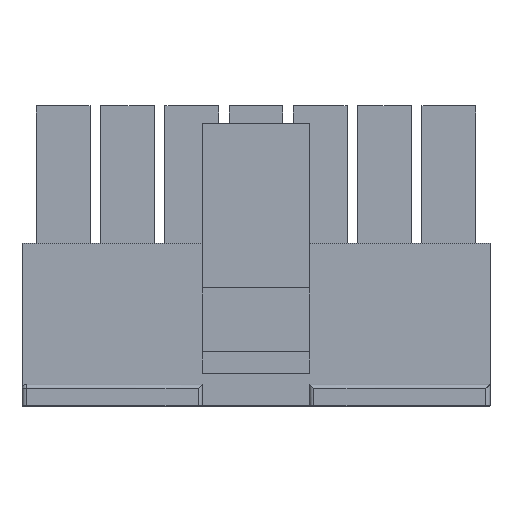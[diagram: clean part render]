
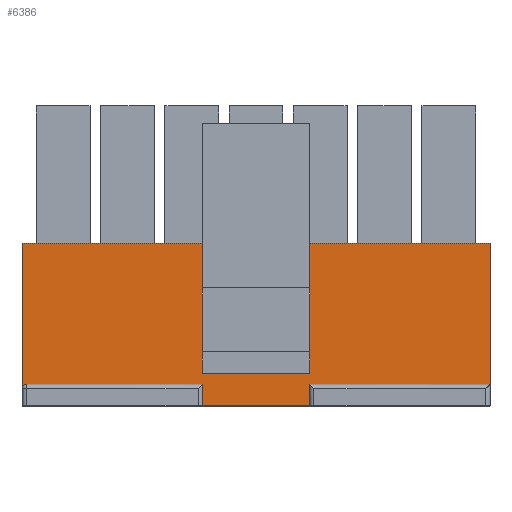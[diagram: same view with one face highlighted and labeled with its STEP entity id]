
A CAD part, top view. The second image highlights one B-rep face of the part: STEP entity #6386.
In plain terms, the highlighted planar face has unit normal (0, 0, 1).
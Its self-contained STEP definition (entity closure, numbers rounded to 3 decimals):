
#47=CIRCLE('',#6755,0.2);
#849=ORIENTED_EDGE('',*,*,#1887,.F.);
#850=ORIENTED_EDGE('',*,*,#2479,.T.);
#851=ORIENTED_EDGE('',*,*,#1893,.T.);
#852=ORIENTED_EDGE('',*,*,#2480,.T.);
#853=ORIENTED_EDGE('',*,*,#2481,.T.);
#854=ORIENTED_EDGE('',*,*,#2482,.F.);
#855=ORIENTED_EDGE('',*,*,#2483,.F.);
#856=ORIENTED_EDGE('',*,*,#2484,.F.);
#857=ORIENTED_EDGE('',*,*,#2485,.T.);
#858=ORIENTED_EDGE('',*,*,#2486,.F.);
#859=ORIENTED_EDGE('',*,*,#2487,.T.);
#860=ORIENTED_EDGE('',*,*,#2472,.F.);
#861=ORIENTED_EDGE('',*,*,#2488,.T.);
#862=ORIENTED_EDGE('',*,*,#1990,.F.);
#863=ORIENTED_EDGE('',*,*,#2489,.F.);
#864=ORIENTED_EDGE('',*,*,#2471,.F.);
#865=ORIENTED_EDGE('',*,*,#2490,.T.);
#1887=EDGE_CURVE('',#2802,#2803,#3386,.T.);
#1893=EDGE_CURVE('',#2808,#2809,#3392,.T.);
#1990=EDGE_CURVE('',#2886,#2887,#3488,.T.);
#2471=EDGE_CURVE('',#3257,#3254,#3964,.T.);
#2472=EDGE_CURVE('',#3258,#3259,#3965,.T.);
#2479=EDGE_CURVE('',#2802,#2808,#3972,.T.);
#2480=EDGE_CURVE('',#2809,#2803,#3973,.T.);
#2481=EDGE_CURVE('',#3264,#3265,#3974,.T.);
#2482=EDGE_CURVE('',#3266,#3265,#3975,.T.);
#2483=EDGE_CURVE('',#3267,#3266,#3976,.T.);
#2484=EDGE_CURVE('',#3264,#3267,#3977,.T.);
#2485=EDGE_CURVE('',#3268,#3269,#3978,.T.);
#2486=EDGE_CURVE('',#3270,#3269,#3979,.T.);
#2487=EDGE_CURVE('',#3270,#3259,#47,.F.);
#2488=EDGE_CURVE('',#3258,#2887,#3980,.T.);
#2489=EDGE_CURVE('',#3254,#2886,#3981,.T.);
#2490=EDGE_CURVE('',#3257,#3268,#3982,.T.);
#2802=VERTEX_POINT('',#8632);
#2803=VERTEX_POINT('',#8634);
#2808=VERTEX_POINT('',#8647);
#2809=VERTEX_POINT('',#8648);
#2886=VERTEX_POINT('',#8838);
#2887=VERTEX_POINT('',#8840);
#3254=VERTEX_POINT('',#9784);
#3257=VERTEX_POINT('',#9789);
#3258=VERTEX_POINT('',#9793);
#3259=VERTEX_POINT('',#9794);
#3264=VERTEX_POINT('',#9810);
#3265=VERTEX_POINT('',#9811);
#3266=VERTEX_POINT('',#9813);
#3267=VERTEX_POINT('',#9815);
#3268=VERTEX_POINT('',#9818);
#3269=VERTEX_POINT('',#9819);
#3270=VERTEX_POINT('',#9821);
#3386=LINE('',#8633,#4282);
#3392=LINE('',#8646,#4288);
#3488=LINE('',#8839,#4384);
#3964=LINE('',#9790,#4860);
#3965=LINE('',#9792,#4861);
#3972=LINE('',#9807,#4868);
#3973=LINE('',#9808,#4869);
#3974=LINE('',#9809,#4870);
#3975=LINE('',#9812,#4871);
#3976=LINE('',#9814,#4872);
#3977=LINE('',#9816,#4873);
#3978=LINE('',#9817,#4874);
#3979=LINE('',#9820,#4875);
#3980=LINE('',#9823,#4876);
#3981=LINE('',#9824,#4877);
#3982=LINE('',#9825,#4878);
#4282=VECTOR('',#7000,1000.);
#4288=VECTOR('',#7010,1000.);
#4384=VECTOR('',#7142,1000.);
#4860=VECTOR('',#7826,1000.);
#4861=VECTOR('',#7829,1000.);
#4868=VECTOR('',#7840,1000.);
#4869=VECTOR('',#7841,1000.);
#4870=VECTOR('',#7842,1000.);
#4871=VECTOR('',#7843,1000.);
#4872=VECTOR('',#7844,1000.);
#4873=VECTOR('',#7845,1000.);
#4874=VECTOR('',#7846,1000.);
#4875=VECTOR('',#7847,1000.);
#4876=VECTOR('',#7850,1000.);
#4877=VECTOR('',#7851,1000.);
#4878=VECTOR('',#7852,1000.);
#5318=EDGE_LOOP('',(#849,#850,#851,#852));
#5319=EDGE_LOOP('',(#853,#854,#855,#856));
#5320=EDGE_LOOP('',(#857,#858,#859,#860,#861,#862,#863,#864,#865));
#5695=FACE_BOUND('',#5318,.T.);
#5696=FACE_BOUND('',#5319,.T.);
#5697=FACE_BOUND('',#5320,.T.);
#6051=PLANE('',#6754);
#6386=ADVANCED_FACE('',(#5695,#5696,#5697),#6051,.T.);
#6754=AXIS2_PLACEMENT_3D('',#9806,#7838,#7839);
#6755=AXIS2_PLACEMENT_3D('',#9822,#7848,#7849);
#7000=DIRECTION('',(-1.,0.,0.));
#7010=DIRECTION('',(-1.,0.,0.));
#7142=DIRECTION('',(-1.,0.,0.));
#7826=DIRECTION('',(-1.,0.,0.));
#7829=DIRECTION('',(-1.,0.,0.));
#7838=DIRECTION('',(0.,0.,1.));
#7839=DIRECTION('',(1.,0.,0.));
#7840=DIRECTION('',(0.,-1.,0.));
#7841=DIRECTION('',(0.,1.,0.));
#7842=DIRECTION('',(-1.,0.,0.));
#7843=DIRECTION('',(0.,-1.,0.));
#7844=DIRECTION('',(-1.,0.,0.));
#7845=DIRECTION('',(0.,1.,0.));
#7846=DIRECTION('',(-1.,0.,0.));
#7847=DIRECTION('',(0.,1.,0.));
#7848=DIRECTION('',(0.,0.,1.));
#7849=DIRECTION('',(1.,0.,0.));
#7850=DIRECTION('',(0.,-1.,0.));
#7851=DIRECTION('',(0.,-1.,0.));
#7852=DIRECTION('',(0.,1.,0.));
#8632=CARTESIAN_POINT('',(-1.625,2.419,1.93));
#8633=CARTESIAN_POINT('',(2.5,2.419,1.93));
#8634=CARTESIAN_POINT('',(-2.5,2.419,1.93));
#8646=CARTESIAN_POINT('',(2.5,1.619,1.93));
#8647=CARTESIAN_POINT('',(-1.625,1.619,1.93));
#8648=CARTESIAN_POINT('',(-2.5,1.619,1.93));
#8838=CARTESIAN_POINT('',(2.5,-4.3,1.93));
#8839=CARTESIAN_POINT('',(2.5,-4.3,1.93));
#8840=CARTESIAN_POINT('',(-2.5,-4.3,1.93));
#9784=CARTESIAN_POINT('',(2.5,-3.3,1.93));
#9789=CARTESIAN_POINT('',(10.925,-3.3,1.93));
#9790=CARTESIAN_POINT('',(10.925,-3.3,1.93));
#9792=CARTESIAN_POINT('',(10.925,-3.3,1.93));
#9793=CARTESIAN_POINT('',(-2.5,-3.3,1.93));
#9794=CARTESIAN_POINT('',(-10.725,-3.3,1.93));
#9806=CARTESIAN_POINT('',(10.925,-3.3,1.93));
#9807=CARTESIAN_POINT('',(-1.625,6.65,1.93));
#9808=CARTESIAN_POINT('',(-2.5,1.619,1.93));
#9809=CARTESIAN_POINT('',(2.5,1.619,1.93));
#9810=CARTESIAN_POINT('',(2.5,1.619,1.93));
#9811=CARTESIAN_POINT('',(1.625,1.619,1.93));
#9812=CARTESIAN_POINT('',(1.625,6.65,1.93));
#9813=CARTESIAN_POINT('',(1.625,2.419,1.93));
#9814=CARTESIAN_POINT('',(2.5,2.419,1.93));
#9815=CARTESIAN_POINT('',(2.5,2.419,1.93));
#9816=CARTESIAN_POINT('',(2.5,1.619,1.93));
#9817=CARTESIAN_POINT('',(10.925,3.3,1.93));
#9818=CARTESIAN_POINT('',(10.925,3.3,1.93));
#9819=CARTESIAN_POINT('',(-10.925,3.3,1.93));
#9820=CARTESIAN_POINT('',(-10.925,-3.3,1.93));
#9821=CARTESIAN_POINT('',(-10.925,-3.5,1.93));
#9822=CARTESIAN_POINT('',(-10.725,-3.5,1.93));
#9823=CARTESIAN_POINT('',(-2.5,22.879,1.93));
#9824=CARTESIAN_POINT('',(2.5,22.879,1.93));
#9825=CARTESIAN_POINT('',(10.925,-3.3,1.93));
